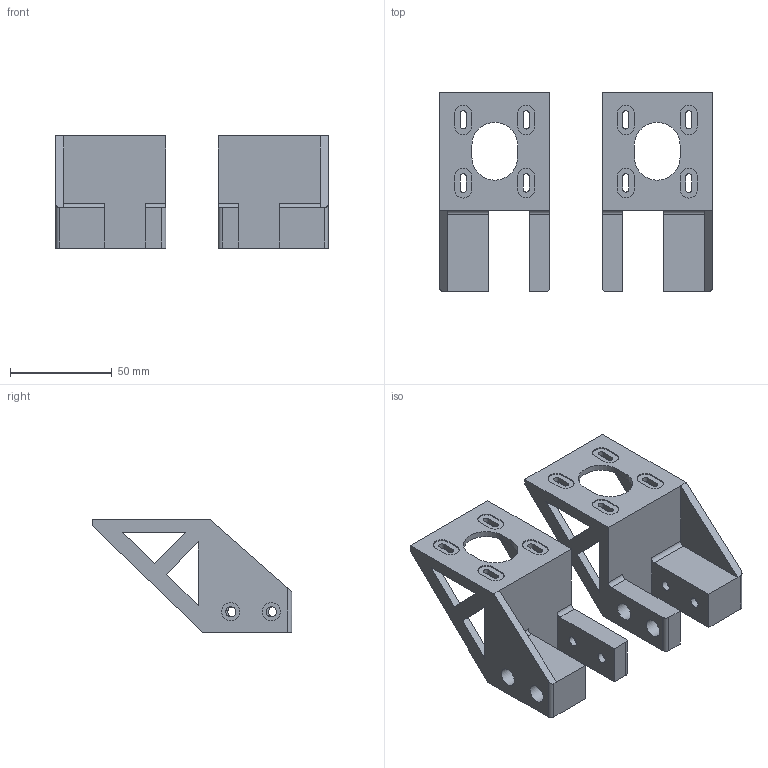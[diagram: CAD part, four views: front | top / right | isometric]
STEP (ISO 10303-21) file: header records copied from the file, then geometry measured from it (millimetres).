
FILE_DESCRIPTION(/* description */ (''),/* implementation_level */ '2;1');
FILE_NAME(/* name */ 'XY Motor Brackets.step',/* time_stamp */ '2021-01-26T23:57:42-06:00',/* author */ (''),/* organization */ (''),/* preprocessor_version */ 'ST-DEVELOPER v18.1',/* originating_system */ 'Autodesk Translation Framework v9.7.1.1290',/* authorisation */ '');
FILE_SCHEMA (('AUTOMOTIVE_DESIGN { 1 0 10303 214 3 1 1 }'));
Length unit declared in the file: millimetre
Products named in the file (3): XY Motor Brackets; Left Bracket; Right Bracket
Assembly tree (2 placements, depth 2):
  XY Motor Brackets
    Left Bracket
    Right Bracket
Bounding box: 134.2 x 98.2 x 55.25 mm (x, y, z)
Volume: 104991.9 mm3; surface area: 51663.6 mm2
Topology: 2 solids, 2 shells, 176 faces, 456 edges, 300 vertices
Faces by surface type: plane 116, cylinder 60
Full cylindrical faces by diameter (mm): 5 x8, 9 x8
Entity records: 5570 total; most frequent: DIRECTION 940, CARTESIAN_POINT 938, ORIENTED_EDGE 912, EDGE_CURVE 456, LINE 336, VECTOR 336, AXIS2_PLACEMENT_3D 302, VERTEX_POINT 300
